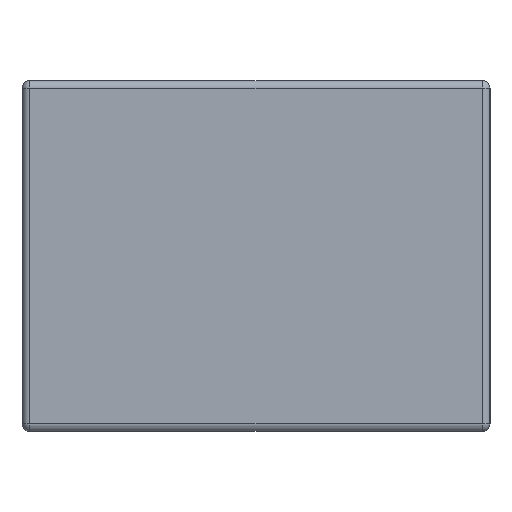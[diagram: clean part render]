
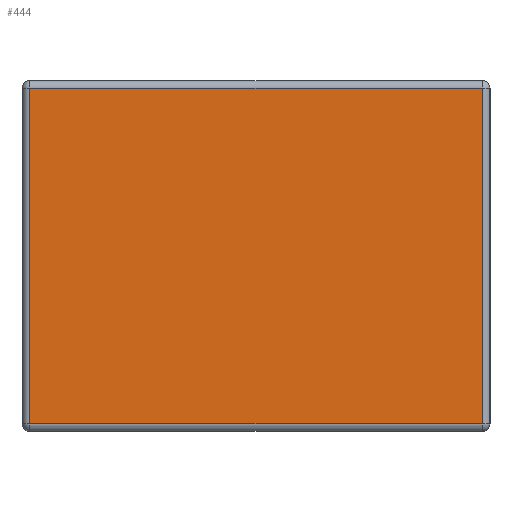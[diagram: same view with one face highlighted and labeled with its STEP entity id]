
A CAD part, front view. The second image highlights one B-rep face of the part: STEP entity #444.
In plain terms, the highlighted planar face has unit normal (0, -1, 0).
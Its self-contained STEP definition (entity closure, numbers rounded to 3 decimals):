
#138=ORIENTED_EDGE('',*,*,#234,.T.);
#139=ORIENTED_EDGE('',*,*,#235,.T.);
#140=ORIENTED_EDGE('',*,*,#236,.T.);
#141=ORIENTED_EDGE('',*,*,#237,.T.);
#234=EDGE_CURVE('',#286,#287,#322,.T.);
#235=EDGE_CURVE('',#287,#288,#323,.T.);
#236=EDGE_CURVE('',#288,#289,#324,.T.);
#237=EDGE_CURVE('',#289,#286,#325,.T.);
#286=VERTEX_POINT('',#778);
#287=VERTEX_POINT('',#779);
#288=VERTEX_POINT('',#781);
#289=VERTEX_POINT('',#783);
#322=LINE('',#777,#358);
#323=LINE('',#780,#359);
#324=LINE('',#782,#360);
#325=LINE('',#784,#361);
#358=VECTOR('',#622,1000.);
#359=VECTOR('',#623,1000.);
#360=VECTOR('',#624,1000.);
#361=VECTOR('',#625,1000.);
#376=EDGE_LOOP('',(#138,#139,#140,#141));
#404=FACE_BOUND('',#376,.T.);
#428=PLANE('',#508);
#444=ADVANCED_FACE('',(#404),#428,.T.);
#508=AXIS2_PLACEMENT_3D('',#776,#620,#621);
#620=DIRECTION('',(0.,-1.,0.));
#621=DIRECTION('',(0.,0.,-1.));
#622=DIRECTION('',(0.,0.,-1.));
#623=DIRECTION('',(1.,0.,0.));
#624=DIRECTION('',(0.,0.,1.));
#625=DIRECTION('',(-1.,0.,0.));
#776=CARTESIAN_POINT('',(-0.6,-0.5,-0.45));
#777=CARTESIAN_POINT('',(-0.58,-0.5,-0.45));
#778=CARTESIAN_POINT('',(-0.58,-0.5,0.43));
#779=CARTESIAN_POINT('',(-0.58,-0.5,-0.43));
#780=CARTESIAN_POINT('',(0.6,-0.5,-0.43));
#781=CARTESIAN_POINT('',(0.58,-0.5,-0.43));
#782=CARTESIAN_POINT('',(0.58,-0.5,0.45));
#783=CARTESIAN_POINT('',(0.58,-0.5,0.43));
#784=CARTESIAN_POINT('',(-0.6,-0.5,0.43));
